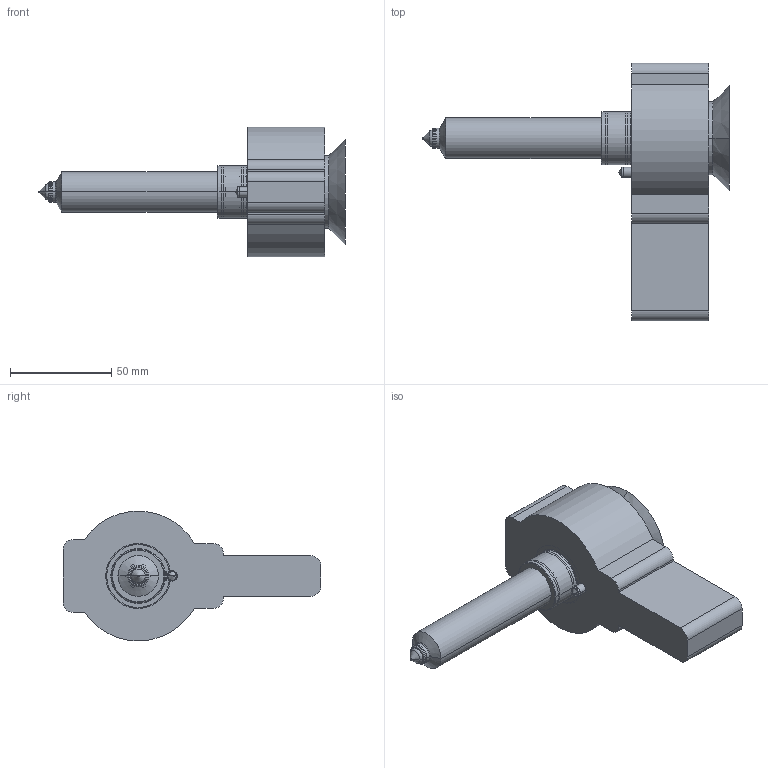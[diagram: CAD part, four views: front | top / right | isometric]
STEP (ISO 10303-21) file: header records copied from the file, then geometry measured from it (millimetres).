
FILE_DESCRIPTION (( 'STEP AP214' ), '1' );
FILE_NAME ('Dysza centralna - 20x103 EA-WP26.STEP', '2017-05-29T13:26:22', ( '' ), ( '' ), 'SwSTEP 2.0', 'SolidWorks 2016', '' );
FILE_SCHEMA (( 'AUTOMOTIVE_DESIGN' ));
Length unit declared in the file: millimetre
Products named in the file (9): Dysza centralna - 20x103 EA-WP26; 20x103 - komora 20x103; nak³adka - EA-WP-26; 20x103 - korpus - 26101-02; 20x103 - dysza - 20103-00_Standard; nak³adka 26 - 26000-11; nakladka do dyszy centralnej 26 - 26000-11; komora nak³adki 26; grza³ka opaskowa 40x22 - nak³adka 26 - 26000-09
Assembly tree (8 placements, depth 4):
  Dysza centralna - 20x103 EA-WP26
    20x103 - dysza - 20103-00_Standard
      20x103 - korpus - 26101-02
      20x103 - komora 20x103
    nak³adka - EA-WP-26
      nak³adka 26 - 26000-11
        nakladka do dyszy centralnej 26 - 26000-11
      grza³ka opaskowa 40x22 - nak³adka 26 - 26000-09
      komora nak³adki 26
Bounding box: 151 x 127 x 63.98 mm (x, y, z)
Volume: 301029.3 mm3; surface area: 66037.4 mm2
Topology: 7 solids, 11 shells, 416 faces, 1067 edges, 670 vertices
Faces by surface type: cylinder 151, torus 87, plane 79, cone 67, sphere 18, bspline 14
Entity records: 20578 total; most frequent: CARTESIAN_POINT 10241, DIRECTION 2159, ORIENTED_EDGE 2122, EDGE_CURVE 1061, AXIS2_PLACEMENT_3D 920, VERTEX_POINT 670, CIRCLE 504, EDGE_LOOP 443
